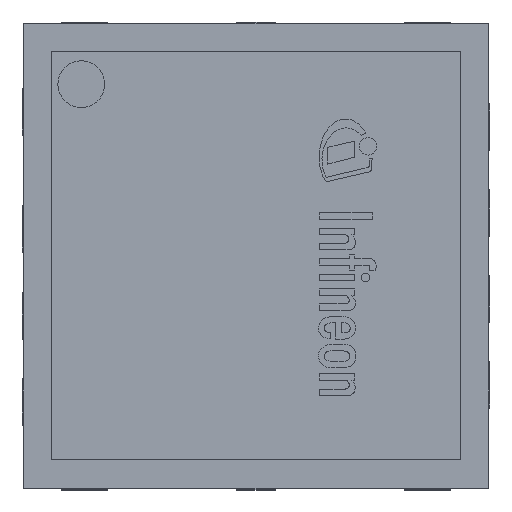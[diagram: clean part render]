
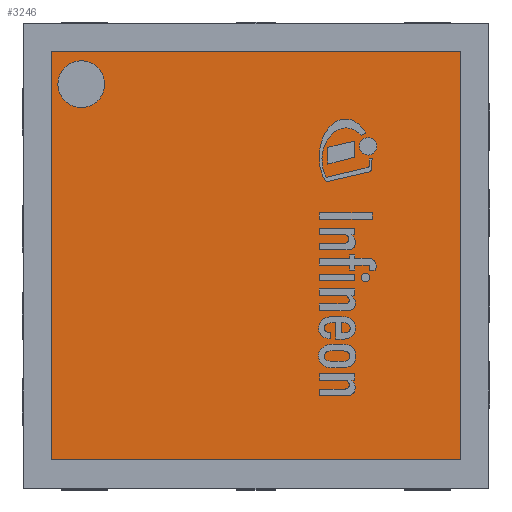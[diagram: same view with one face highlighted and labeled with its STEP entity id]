
A CAD part, top view. The second image highlights one B-rep face of the part: STEP entity #3246.
In plain terms, the highlighted planar face has unit normal (0, 0, 1).
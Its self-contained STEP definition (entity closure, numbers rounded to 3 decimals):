
#176=FACE_BOUND('',#558,.T.);
#214=CIRCLE('',#3491,0.15);
#360=FACE_OUTER_BOUND('',#557,.T.);
#557=EDGE_LOOP('',(#2469,#2470,#2471,#2472));
#558=EDGE_LOOP('',(#2473));
#841=LINE('',#4740,#1137);
#844=LINE('',#4746,#1140);
#847=LINE('',#4752,#1143);
#850=LINE('',#4756,#1146);
#1137=VECTOR('',#3986,1.);
#1140=VECTOR('',#3991,1.);
#1143=VECTOR('',#3996,1.);
#1146=VECTOR('',#4001,1.);
#1399=VERTEX_POINT('',#4730);
#1402=VERTEX_POINT('',#4737);
#1403=VERTEX_POINT('',#4739);
#1405=VERTEX_POINT('',#4745);
#1407=VERTEX_POINT('',#4751);
#1779=EDGE_CURVE('',#1399,#1399,#214,.T.);
#1783=EDGE_CURVE('',#1403,#1402,#841,.T.);
#1786=EDGE_CURVE('',#1405,#1403,#844,.T.);
#1789=EDGE_CURVE('',#1407,#1405,#847,.T.);
#1792=EDGE_CURVE('',#1402,#1407,#850,.T.);
#2469=ORIENTED_EDGE('',*,*,#1792,.T.);
#2470=ORIENTED_EDGE('',*,*,#1789,.T.);
#2471=ORIENTED_EDGE('',*,*,#1786,.T.);
#2472=ORIENTED_EDGE('',*,*,#1783,.T.);
#2473=ORIENTED_EDGE('',*,*,#1779,.T.);
#3072=PLANE('',#3497);
#3246=ADVANCED_FACE('',(#360,#176),#3072,.T.);
#3491=AXIS2_PLACEMENT_3D('',#4731,#3979,#3980);
#3497=AXIS2_PLACEMENT_3D('',#4758,#4004,#4005);
#3979=DIRECTION('center_axis',(0.,0.,-1.));
#3980=DIRECTION('ref_axis',(0.,1.,0.));
#3986=DIRECTION('',(0.,1.,0.));
#3991=DIRECTION('',(1.,0.,0.));
#3996=DIRECTION('',(0.,-1.,0.));
#4001=DIRECTION('',(-1.,0.,0.));
#4004=DIRECTION('center_axis',(0.,0.,1.));
#4005=DIRECTION('ref_axis',(1.,0.,0.));
#4730=CARTESIAN_POINT('',(-1.12,0.95,1.032));
#4731=CARTESIAN_POINT('Origin',(-1.12,1.1,1.032));
#4737=CARTESIAN_POINT('',(1.308,1.308,1.032));
#4739=CARTESIAN_POINT('',(1.308,-1.308,1.032));
#4740=CARTESIAN_POINT('',(1.308,1.308,1.032));
#4745=CARTESIAN_POINT('',(-1.308,-1.308,1.032));
#4746=CARTESIAN_POINT('',(1.308,-1.308,1.032));
#4751=CARTESIAN_POINT('',(-1.308,1.308,1.032));
#4752=CARTESIAN_POINT('',(-1.308,-1.308,1.032));
#4756=CARTESIAN_POINT('',(-1.308,1.308,1.032));
#4758=CARTESIAN_POINT('Origin',(0.,0.,
1.032));
